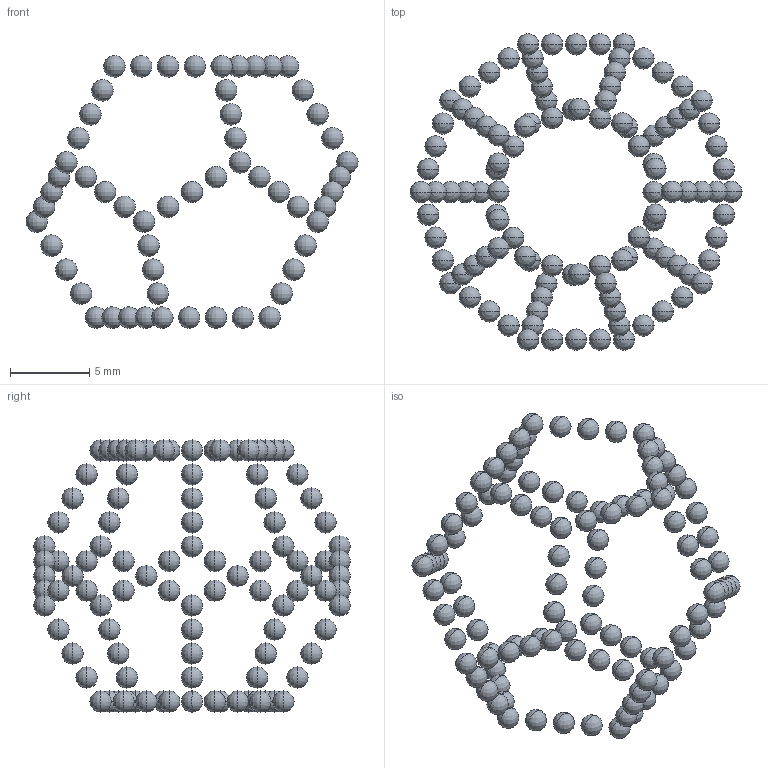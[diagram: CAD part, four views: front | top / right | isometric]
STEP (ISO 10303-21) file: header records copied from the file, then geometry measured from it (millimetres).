
FILE_DESCRIPTION(/* description */ (''),/* implementation_level */ '2;1');
FILE_NAME(/* name */ 'PRINTA~1',/* time_stamp */ '2017-02-25T19:44:21+01:00',/* author */ (''),/* organization */ (''),/* preprocessor_version */ 'ST-DEVELOPER v14',/* originating_system */ '',/* authorisation */ '');
FILE_SCHEMA (('CONFIG_CONTROL_DESIGN'));
Length unit declared in the file: millimetre
Products named in the file (1): Document
Bounding box: 21 x 20.04 x 17.25 mm (x, y, z)
Volume: 146.7 mm3; surface area: 645.6 mm2
Topology: 111 solids, 111 shells, 222 faces, 666 edges, 222 vertices
Faces by surface type: bspline 222
Entity records: 15632 total; most frequent: CARTESIAN_POINT 12212, ORIENTED_EDGE 444, PCURVE 444, DEFINITIONAL_REPRESENTATION 444, B_SPLINE_CURVE_WITH_KNOTS 444, ADVANCED_FACE 222, FACE_OUTER_BOUND 222, EDGE_LOOP 222
